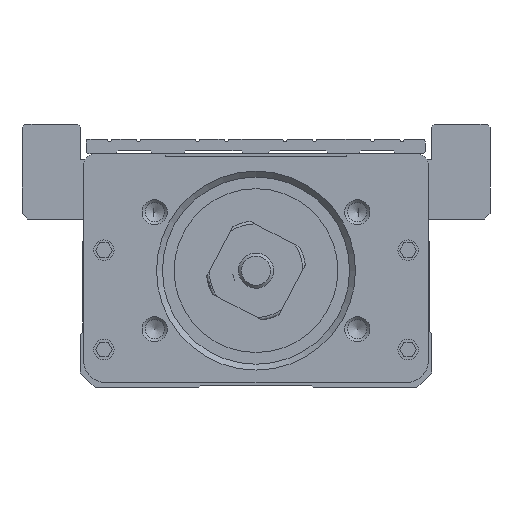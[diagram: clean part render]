
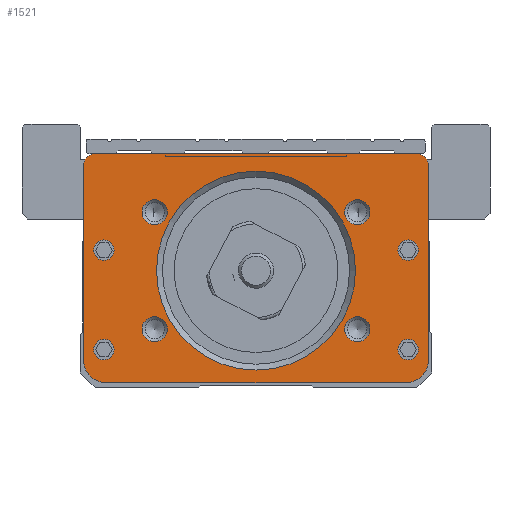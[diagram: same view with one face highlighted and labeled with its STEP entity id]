
A CAD part, front view. The second image highlights one B-rep face of the part: STEP entity #1521.
In plain terms, the highlighted face is planar.
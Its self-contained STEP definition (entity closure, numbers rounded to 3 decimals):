
#861=FACE_BOUND('',#4469,.T.);
#862=FACE_BOUND('',#4470,.T.);
#863=FACE_BOUND('',#4471,.T.);
#864=FACE_BOUND('',#4472,.T.);
#865=FACE_BOUND('',#4473,.T.);
#866=FACE_BOUND('',#4474,.T.);
#867=FACE_BOUND('',#4475,.T.);
#868=FACE_BOUND('',#4476,.T.);
#869=FACE_BOUND('',#4477,.T.);
#870=FACE_BOUND('',#4478,.T.);
#1521=ADVANCED_FACE('',(#861,#862,#863,#864,#865,#866,#867,#868,#869,#870),
#2700,.F.);
#2700=PLANE('',#21370);
#4469=EDGE_LOOP('',(#7190));
#4470=EDGE_LOOP('',(#7191));
#4471=EDGE_LOOP('',(#7192));
#4472=EDGE_LOOP('',(#7193));
#4473=EDGE_LOOP('',(#7194));
#4474=EDGE_LOOP('',(#7195));
#4475=EDGE_LOOP('',(#7196));
#4476=EDGE_LOOP('',(#7197));
#4477=EDGE_LOOP('',(#7198));
#4478=EDGE_LOOP('',(#7199,#7200,#7201,#7202,#7203,#7204,#7205,#7206));
#5968=CIRCLE('',#21327,4.);
#5970=CIRCLE('',#21331,4.);
#5981=CIRCLE('',#21355,2.);
#5982=CIRCLE('',#21357,2.);
#5984=CIRCLE('',#21361,2.15);
#5985=CIRCLE('',#21362,2.15);
#5986=CIRCLE('',#21363,2.15);
#5987=CIRCLE('',#21364,2.15);
#5988=CIRCLE('',#21365,17.);
#5989=CIRCLE('',#21366,1.75);
#5990=CIRCLE('',#21367,1.75);
#5991=CIRCLE('',#21368,1.75);
#5992=CIRCLE('',#21369,1.75);
#7190=ORIENTED_EDGE('',*,*,#14703,.T.);
#7191=ORIENTED_EDGE('',*,*,#14704,.T.);
#7192=ORIENTED_EDGE('',*,*,#14705,.T.);
#7193=ORIENTED_EDGE('',*,*,#14706,.T.);
#7194=ORIENTED_EDGE('',*,*,#14707,.T.);
#7195=ORIENTED_EDGE('',*,*,#14708,.T.);
#7196=ORIENTED_EDGE('',*,*,#14709,.T.);
#7197=ORIENTED_EDGE('',*,*,#14710,.T.);
#7198=ORIENTED_EDGE('',*,*,#14711,.T.);
#7199=ORIENTED_EDGE('',*,*,#14686,.F.);
#7200=ORIENTED_EDGE('',*,*,#14640,.F.);
#7201=ORIENTED_EDGE('',*,*,#14661,.F.);
#7202=ORIENTED_EDGE('',*,*,#14701,.F.);
#7203=ORIENTED_EDGE('',*,*,#14596,.F.);
#7204=ORIENTED_EDGE('',*,*,#14700,.F.);
#7205=ORIENTED_EDGE('',*,*,#14659,.F.);
#7206=ORIENTED_EDGE('',*,*,#14648,.F.);
#12583=VERTEX_POINT('',#29789);
#12584=VERTEX_POINT('',#29791);
#12624=VERTEX_POINT('',#29877);
#12625=VERTEX_POINT('',#29879);
#12632=VERTEX_POINT('',#29895);
#12633=VERTEX_POINT('',#29897);
#12638=VERTEX_POINT('',#29910);
#12642=VERTEX_POINT('',#29921);
#12667=VERTEX_POINT('',#30002);
#12668=VERTEX_POINT('',#30004);
#12669=VERTEX_POINT('',#30006);
#12670=VERTEX_POINT('',#30008);
#12671=VERTEX_POINT('',#30010);
#12672=VERTEX_POINT('',#30012);
#12673=VERTEX_POINT('',#30014);
#12674=VERTEX_POINT('',#30016);
#12675=VERTEX_POINT('',#30018);
#14596=EDGE_CURVE('',#12583,#12584,#17358,.T.);
#14640=EDGE_CURVE('',#12624,#12625,#5968,.T.);
#14648=EDGE_CURVE('',#12632,#12633,#5970,.T.);
#14659=EDGE_CURVE('',#12633,#12638,#17404,.T.);
#14661=EDGE_CURVE('',#12642,#12624,#17406,.T.);
#14686=EDGE_CURVE('',#12625,#12632,#17426,.T.);
#14700=EDGE_CURVE('',#12638,#12583,#5981,.T.);
#14701=EDGE_CURVE('',#12584,#12642,#5982,.T.);
#14703=EDGE_CURVE('',#12667,#12667,#5984,.T.);
#14704=EDGE_CURVE('',#12668,#12668,#5985,.T.);
#14705=EDGE_CURVE('',#12669,#12669,#5986,.T.);
#14706=EDGE_CURVE('',#12670,#12670,#5987,.T.);
#14707=EDGE_CURVE('',#12671,#12671,#5988,.T.);
#14708=EDGE_CURVE('',#12672,#12672,#5989,.T.);
#14709=EDGE_CURVE('',#12673,#12673,#5990,.T.);
#14710=EDGE_CURVE('',#12674,#12674,#5991,.T.);
#14711=EDGE_CURVE('',#12675,#12675,#5992,.T.);
#17358=LINE('',#29790,#19347);
#17404=LINE('',#29918,#19393);
#17406=LINE('',#29922,#19395);
#17426=LINE('',#29972,#19415);
#19347=VECTOR('',#23572,1.);
#19393=VECTOR('',#23666,1.);
#19395=VECTOR('',#23670,1.);
#19415=VECTOR('',#23716,1.);
#21327=AXIS2_PLACEMENT_3D('',#29878,#23636,#23637);
#21331=AXIS2_PLACEMENT_3D('',#29896,#23650,#23651);
#21355=AXIS2_PLACEMENT_3D('',#29995,#23739,#23740);
#21357=AXIS2_PLACEMENT_3D('',#29997,#23743,#23744);
#21361=AXIS2_PLACEMENT_3D('',#30001,#23751,#23752);
#21362=AXIS2_PLACEMENT_3D('',#30003,#23753,#23754);
#21363=AXIS2_PLACEMENT_3D('',#30005,#23755,#23756);
#21364=AXIS2_PLACEMENT_3D('',#30007,#23757,#23758);
#21365=AXIS2_PLACEMENT_3D('',#30009,#23759,#23760);
#21366=AXIS2_PLACEMENT_3D('',#30011,#23761,#23762);
#21367=AXIS2_PLACEMENT_3D('',#30013,#23763,#23764);
#21368=AXIS2_PLACEMENT_3D('',#30015,#23765,#23766);
#21369=AXIS2_PLACEMENT_3D('',#30017,#23767,#23768);
#21370=AXIS2_PLACEMENT_3D('',#30019,#23769,#23770);
#23572=DIRECTION('',(1.,0.,0.));
#23636=DIRECTION('',(0.,1.,0.));
#23637=DIRECTION('',(1.,0.,0.));
#23650=DIRECTION('',(0.,1.,0.));
#23651=DIRECTION('',(1.,0.,0.));
#23666=DIRECTION('',(0.,0.,1.));
#23670=DIRECTION('',(0.,0.,-1.));
#23716=DIRECTION('',(-1.,0.,0.));
#23739=DIRECTION('',(0.,1.,0.));
#23740=DIRECTION('',(0.,0.,1.));
#23743=DIRECTION('',(0.,1.,0.));
#23744=DIRECTION('',(0.,0.,1.));
#23751=DIRECTION('',(0.,1.,0.));
#23752=DIRECTION('',(0.,0.,1.));
#23753=DIRECTION('',(0.,1.,0.));
#23754=DIRECTION('',(0.,0.,1.));
#23755=DIRECTION('',(0.,1.,0.));
#23756=DIRECTION('',(0.,0.,1.));
#23757=DIRECTION('',(0.,1.,0.));
#23758=DIRECTION('',(0.,0.,1.));
#23759=DIRECTION('',(0.,1.,0.));
#23760=DIRECTION('',(0.,0.,1.));
#23761=DIRECTION('',(0.,1.,0.));
#23762=DIRECTION('',(0.,0.,1.));
#23763=DIRECTION('',(0.,1.,0.));
#23764=DIRECTION('',(0.,0.,1.));
#23765=DIRECTION('',(0.,1.,0.));
#23766=DIRECTION('',(0.,0.,1.));
#23767=DIRECTION('',(0.,1.,0.));
#23768=DIRECTION('',(0.,0.,1.));
#23769=DIRECTION('',(0.,1.,0.));
#23770=DIRECTION('',(0.,0.,-1.));
#29789=CARTESIAN_POINT('',(-27.5,-130.762,38.));
#29790=CARTESIAN_POINT('',(-25.5,-130.762,38.));
#29791=CARTESIAN_POINT('',(27.5,-130.762,38.));
#29877=CARTESIAN_POINT('',(29.5,-130.762,2.8));
#29878=CARTESIAN_POINT('',(25.5,-130.762,2.8));
#29879=CARTESIAN_POINT('',(25.5,-130.762,-1.2));
#29895=CARTESIAN_POINT('',(-25.5,-130.762,-1.2));
#29896=CARTESIAN_POINT('',(-25.5,-130.762,2.8));
#29897=CARTESIAN_POINT('',(-29.5,-130.762,2.8));
#29910=CARTESIAN_POINT('',(-29.5,-130.762,36.));
#29918=CARTESIAN_POINT('',(-29.5,-130.762,2.8));
#29921=CARTESIAN_POINT('',(29.5,-130.762,36.));
#29922=CARTESIAN_POINT('',(29.5,-130.762,39.));
#29972=CARTESIAN_POINT('',(25.5,-130.762,-1.2));
#29995=CARTESIAN_POINT('',(-27.5,-130.762,36.));
#29997=CARTESIAN_POINT('',(27.5,-130.762,36.));
#30001=CARTESIAN_POINT('',(-17.321,-130.762,28.));
#30002=CARTESIAN_POINT('',(-17.321,-130.762,30.15));
#30003=CARTESIAN_POINT('',(17.321,-130.762,8.));
#30004=CARTESIAN_POINT('',(17.321,-130.762,10.15));
#30005=CARTESIAN_POINT('',(17.321,-130.762,28.));
#30006=CARTESIAN_POINT('',(17.321,-130.762,30.15));
#30007=CARTESIAN_POINT('',(-17.321,-130.762,8.));
#30008=CARTESIAN_POINT('',(-17.321,-130.762,10.15));
#30009=CARTESIAN_POINT('',(0.,-130.762,18.));
#30010=CARTESIAN_POINT('',(0.,-130.762,35.));
#30011=CARTESIAN_POINT('',(-26.,-130.762,21.5));
#30012=CARTESIAN_POINT('',(-26.,-130.762,23.25));
#30013=CARTESIAN_POINT('',(-26.,-130.762,4.5));
#30014=CARTESIAN_POINT('',(-26.,-130.762,6.25));
#30015=CARTESIAN_POINT('',(26.,-130.762,4.5));
#30016=CARTESIAN_POINT('',(26.,-130.762,6.25));
#30017=CARTESIAN_POINT('',(26.,-130.762,21.5));
#30018=CARTESIAN_POINT('',(26.,-130.762,23.25));
#30019=CARTESIAN_POINT('',(-25.5,-130.762,2.8));
